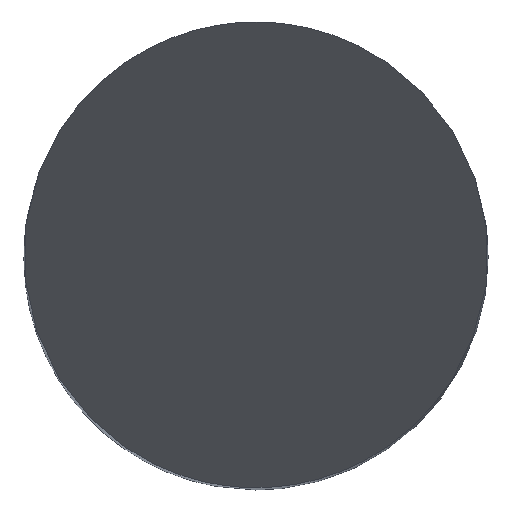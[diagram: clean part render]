
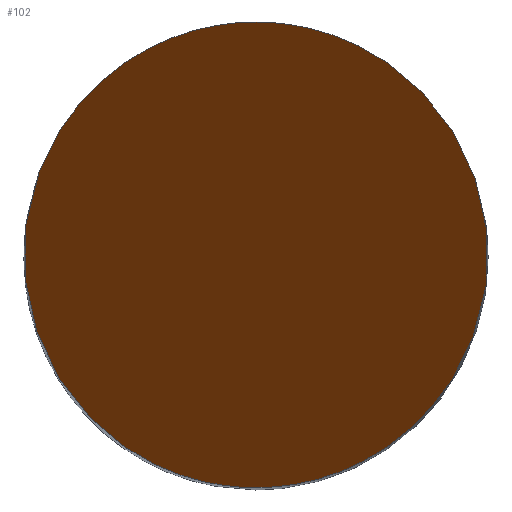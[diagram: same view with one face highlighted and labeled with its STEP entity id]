
A CAD part, top view. The second image highlights one B-rep face of the part: STEP entity #102.
In plain terms, the highlighted planar face has unit normal (0, -0.866, 0.5).
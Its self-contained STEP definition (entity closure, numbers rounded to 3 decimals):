
#57=PLANE('',#640);
#102=ADVANCED_FACE('',(#143),#57,.F.);
#143=FACE_OUTER_BOUND('',#176,.T.);
#176=EDGE_LOOP('',(#337,#338));
#337=ORIENTED_EDGE('',*,*,#438,.T.);
#338=ORIENTED_EDGE('',*,*,#441,.T.);
#386=VERTEX_POINT('',#784);
#387=VERTEX_POINT('',#789);
#438=EDGE_CURVE('',#387,#386,#566,.T.);
#441=EDGE_CURVE('',#386,#387,#567,.T.);
#566=(
BOUNDED_CURVE()
B_SPLINE_CURVE(3,(#785,#786,#787,#788),.UNSPECIFIED.,.F.,.F.)
B_SPLINE_CURVE_WITH_KNOTS((4,4),(0.,1.),.UNSPECIFIED.)
CURVE()
GEOMETRIC_REPRESENTATION_ITEM()
RATIONAL_B_SPLINE_CURVE((1.,0.333,0.333,1.))
REPRESENTATION_ITEM('')
);
#567=(
BOUNDED_CURVE()
B_SPLINE_CURVE(3,(#824,#825,#826,#827),.UNSPECIFIED.,.F.,.F.)
B_SPLINE_CURVE_WITH_KNOTS((4,4),(0.,1.),.UNSPECIFIED.)
CURVE()
GEOMETRIC_REPRESENTATION_ITEM()
RATIONAL_B_SPLINE_CURVE((1.,0.333,0.333,1.))
REPRESENTATION_ITEM('')
);
#640=AXIS2_PLACEMENT_3D('',#1241,#731,#732);
#731=DIRECTION('',(0.,0.866,-0.5));
#732=DIRECTION('',(0.,0.5,0.866));
#784=CARTESIAN_POINT('',(0.,-2.,-3.464));
#785=CARTESIAN_POINT('',(0.,2.,3.464));
#786=CARTESIAN_POINT('',(-4.,2.,3.464));
#787=CARTESIAN_POINT('',(-4.,-2.,-3.464));
#788=CARTESIAN_POINT('',(0.,-2.,-3.464));
#789=CARTESIAN_POINT('',(0.,2.,3.464));
#824=CARTESIAN_POINT('',(0.,-2.,-3.464));
#825=CARTESIAN_POINT('',(4.,-2.,-3.464));
#826=CARTESIAN_POINT('',(4.,2.,3.464));
#827=CARTESIAN_POINT('',(0.,2.,3.464));
#1241=CARTESIAN_POINT('',(3.,-3.,-5.196));
